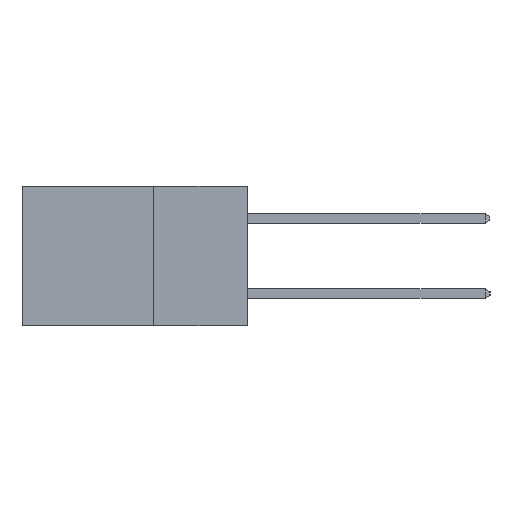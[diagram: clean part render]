
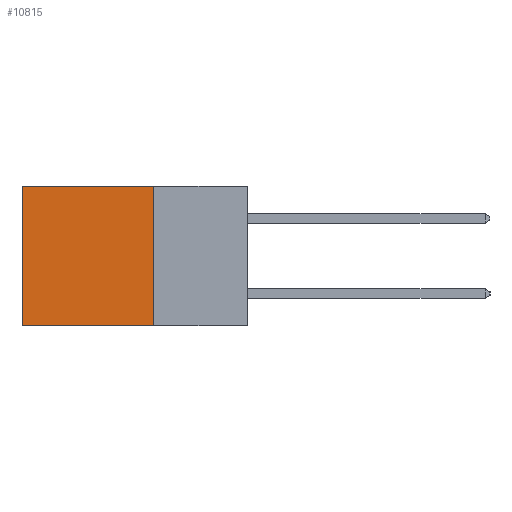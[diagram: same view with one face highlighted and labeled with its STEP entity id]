
A CAD part, left-side view. The second image highlights one B-rep face of the part: STEP entity #10815.
In plain terms, the highlighted planar face has unit normal (-1, 0, 0).
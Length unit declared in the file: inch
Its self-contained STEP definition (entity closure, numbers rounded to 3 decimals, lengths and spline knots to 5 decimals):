
#203 = DIRECTION ( 'NONE',  ( 0., 1., 0. ) ) ;
#309 = CARTESIAN_POINT ( 'NONE',  ( 0.2615, 0.25, -0.37 ) ) ;
#1515 = LINE ( 'NONE', #309, #7765 ) ;
#2187 = EDGE_CURVE ( 'NONE', #14094, #7866, #16267, .T. ) ;
#2837 = CARTESIAN_POINT ( 'NONE',  ( 0.2615, 0.6, 0. ) ) ;
#3285 = CARTESIAN_POINT ( 'NONE',  ( 0.2615, 0.6, -0.37 ) ) ;
#3398 = EDGE_LOOP ( 'NONE', ( #6461, #14436, #9245, #5139 ) ) ;
#3589 = DIRECTION ( 'NONE',  ( 0., 0., -1. ) ) ;
#4017 = DIRECTION ( 'NONE',  ( 0., 1., 0. ) ) ;
#4469 = CARTESIAN_POINT ( 'NONE',  ( 0.2615, 0.25, 0. ) ) ;
#5139 = ORIENTED_EDGE ( 'NONE', *, *, #7819, .T. ) ;
#6103 = VECTOR ( 'NONE', #203, 39.37008 ) ;
#6383 = CARTESIAN_POINT ( 'NONE',  ( 0.2615, 0.25, -0.37 ) ) ;
#6461 = ORIENTED_EDGE ( 'NONE', *, *, #14567, .T. ) ;
#6531 = DIRECTION ( 'NONE',  ( 0., 0., -1. ) ) ;
#7084 = VERTEX_POINT ( 'NONE', #2837 ) ;
#7765 = VECTOR ( 'NONE', #9623, 39.37008 ) ;
#7819 = EDGE_CURVE ( 'NONE', #12349, #7084, #11922, .T. ) ;
#7866 = VERTEX_POINT ( 'NONE', #3285 ) ;
#8079 = CARTESIAN_POINT ( 'NONE',  ( 0.2615, 0.25, -0.37 ) ) ;
#8383 = FACE_OUTER_BOUND ( 'NONE', #3398, .T. ) ;
#8466 = VECTOR ( 'NONE', #4017, 39.37008 ) ;
#8608 = CARTESIAN_POINT ( 'NONE',  ( 0.2615, 0.6, -0.37 ) ) ;
#9245 = ORIENTED_EDGE ( 'NONE', *, *, #11068, .F. ) ;
#9298 = LINE ( 'NONE', #8608, #12338 ) ;
#9623 = DIRECTION ( 'NONE',  ( 0., 0., -1. ) ) ;
#10415 = AXIS2_PLACEMENT_3D ( 'NONE', #16627, #14246, #6531 ) ;
#10815 = ADVANCED_FACE ( 'NONE', ( #8383 ), #13012, .F. ) ;
#11068 = EDGE_CURVE ( 'NONE', #12349, #14094, #1515, .T. ) ;
#11922 = LINE ( 'NONE', #4469, #8466 ) ;
#12338 = VECTOR ( 'NONE', #3589, 39.37008 ) ;
#12349 = VERTEX_POINT ( 'NONE', #13468 ) ;
#13012 = PLANE ( 'NONE',  #10415 ) ;
#13468 = CARTESIAN_POINT ( 'NONE',  ( 0.2615, 0.25, 0. ) ) ;
#14094 = VERTEX_POINT ( 'NONE', #6383 ) ;
#14246 = DIRECTION ( 'NONE',  ( 1., 0., 0. ) ) ;
#14436 = ORIENTED_EDGE ( 'NONE', *, *, #2187, .F. ) ;
#14567 = EDGE_CURVE ( 'NONE', #7084, #7866, #9298, .T. ) ;
#16267 = LINE ( 'NONE', #8079, #6103 ) ;
#16627 = CARTESIAN_POINT ( 'NONE',  ( 0.2615, 0.25, -0.37 ) ) ;
